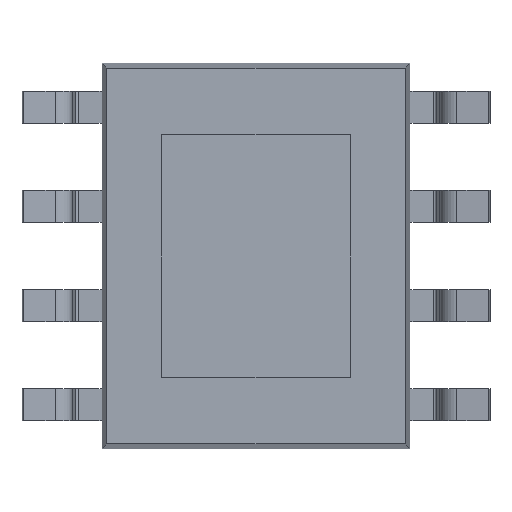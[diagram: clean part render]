
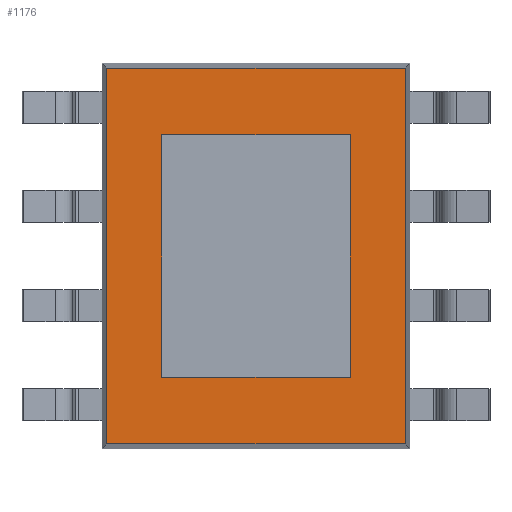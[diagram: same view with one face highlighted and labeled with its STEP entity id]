
A CAD part, front view. The second image highlights one B-rep face of the part: STEP entity #1176.
In plain terms, the highlighted planar face has unit normal (0, -1, 0).
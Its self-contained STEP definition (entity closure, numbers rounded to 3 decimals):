
#109 = CARTESIAN_POINT ( 'NONE',  ( 1.205, 0.1, -1.55 ) ) ;
#220 = EDGE_CURVE ( 'NONE', #2476, #751, #3129, .T. ) ;
#245 = CARTESIAN_POINT ( 'NONE',  ( 1.97, 0.1, 2.405 ) ) ;
#255 = CARTESIAN_POINT ( 'NONE',  ( 1.205, 0.1, 1.55 ) ) ;
#274 = EDGE_CURVE ( 'NONE', #3283, #2476, #2297, .T. ) ;
#432 = ORIENTED_EDGE ( 'NONE', *, *, #2532, .T. ) ;
#471 = EDGE_CURVE ( 'NONE', #2490, #3283, #538, .T. ) ;
#538 = LINE ( 'NONE', #1870, #2363 ) ;
#540 = LINE ( 'NONE', #245, #1539 ) ;
#552 = ORIENTED_EDGE ( 'NONE', *, *, #3760, .T. ) ;
#743 = CARTESIAN_POINT ( 'NONE',  ( -1.205, 0.1, -1.55 ) ) ;
#751 = VERTEX_POINT ( 'NONE', #3051 ) ;
#755 = ORIENTED_EDGE ( 'NONE', *, *, #220, .F. ) ;
#758 = ORIENTED_EDGE ( 'NONE', *, *, #3174, .T. ) ;
#905 = DIRECTION ( 'NONE',  ( 0., 0., -1. ) ) ;
#974 = VECTOR ( 'NONE', #905, 1000. ) ;
#1054 = LINE ( 'NONE', #3047, #1202 ) ;
#1081 = DIRECTION ( 'NONE',  ( 0., -1., 0. ) ) ;
#1176 = ADVANCED_FACE ( 'NONE', ( #1688, #3387 ), #1712, .T. ) ;
#1196 = ORIENTED_EDGE ( 'NONE', *, *, #4003, .F. ) ;
#1202 = VECTOR ( 'NONE', #1377, 1000. ) ;
#1208 = CARTESIAN_POINT ( 'NONE',  ( -1.91, 0.1, -2.405 ) ) ;
#1217 = CARTESIAN_POINT ( 'NONE',  ( -1.91, 0.1, 2.405 ) ) ;
#1377 = DIRECTION ( 'NONE',  ( 1., 0., 0. ) ) ;
#1392 = LINE ( 'NONE', #109, #1687 ) ;
#1473 = CARTESIAN_POINT ( 'NONE',  ( 1.205, 0.1, -1.55 ) ) ;
#1539 = VECTOR ( 'NONE', #2915, 1000. ) ;
#1613 = CARTESIAN_POINT ( 'NONE',  ( -1.91, 0.1, 2.465 ) ) ;
#1629 = ORIENTED_EDGE ( 'NONE', *, *, #274, .F. ) ;
#1687 = VECTOR ( 'NONE', #2707, 1000. ) ;
#1688 = FACE_BOUND ( 'NONE', #3808, .T. ) ;
#1712 = PLANE ( 'NONE',  #2583 ) ;
#1744 = DIRECTION ( 'NONE',  ( 0., 0., -1. ) ) ;
#1823 = LINE ( 'NONE', #3570, #2875 ) ;
#1870 = CARTESIAN_POINT ( 'NONE',  ( 1.205, 0.1, -1.55 ) ) ;
#1969 = VERTEX_POINT ( 'NONE', #1217 ) ;
#2031 = ORIENTED_EDGE ( 'NONE', *, *, #2557, .T. ) ;
#2134 = DIRECTION ( 'NONE',  ( 0., 0., 1. ) ) ;
#2273 = ORIENTED_EDGE ( 'NONE', *, *, #471, .F. ) ;
#2290 = VECTOR ( 'NONE', #3676, 1000. ) ;
#2297 = LINE ( 'NONE', #255, #2290 ) ;
#2363 = VECTOR ( 'NONE', #2846, 1000. ) ;
#2476 = VERTEX_POINT ( 'NONE', #3206 ) ;
#2490 = VERTEX_POINT ( 'NONE', #1473 ) ;
#2532 = EDGE_CURVE ( 'NONE', #4134, #2914, #1823, .T. ) ;
#2557 = EDGE_CURVE ( 'NONE', #1969, #4344, #2589, .T. ) ;
#2583 = AXIS2_PLACEMENT_3D ( 'NONE', #4138, #1081, #4086 ) ;
#2589 = LINE ( 'NONE', #1613, #974 ) ;
#2695 = CARTESIAN_POINT ( 'NONE',  ( 1.91, 0.1, -2.405 ) ) ;
#2707 = DIRECTION ( 'NONE',  ( 1., 0., 0. ) ) ;
#2766 = EDGE_LOOP ( 'NONE', ( #552, #432, #758, #2031 ) ) ;
#2846 = DIRECTION ( 'NONE',  ( 0., 0., 1. ) ) ;
#2875 = VECTOR ( 'NONE', #2134, 1000. ) ;
#2914 = VERTEX_POINT ( 'NONE', #3842 ) ;
#2915 = DIRECTION ( 'NONE',  ( -1., 0., 0. ) ) ;
#3047 = CARTESIAN_POINT ( 'NONE',  ( -1.97, 0.1, -2.405 ) ) ;
#3051 = CARTESIAN_POINT ( 'NONE',  ( -1.205, 0.1, -1.55 ) ) ;
#3129 = LINE ( 'NONE', #743, #3888 ) ;
#3174 = EDGE_CURVE ( 'NONE', #2914, #1969, #540, .T. ) ;
#3206 = CARTESIAN_POINT ( 'NONE',  ( -1.205, 0.1, 1.55 ) ) ;
#3283 = VERTEX_POINT ( 'NONE', #3759 ) ;
#3387 = FACE_OUTER_BOUND ( 'NONE', #2766, .T. ) ;
#3570 = CARTESIAN_POINT ( 'NONE',  ( 1.91, 0.1, -2.465 ) ) ;
#3676 = DIRECTION ( 'NONE',  ( -1., 0., 0. ) ) ;
#3759 = CARTESIAN_POINT ( 'NONE',  ( 1.205, 0.1, 1.55 ) ) ;
#3760 = EDGE_CURVE ( 'NONE', #4344, #4134, #1054, .T. ) ;
#3808 = EDGE_LOOP ( 'NONE', ( #755, #1629, #2273, #1196 ) ) ;
#3842 = CARTESIAN_POINT ( 'NONE',  ( 1.91, 0.1, 2.405 ) ) ;
#3888 = VECTOR ( 'NONE', #1744, 1000. ) ;
#4003 = EDGE_CURVE ( 'NONE', #751, #2490, #1392, .T. ) ;
#4086 = DIRECTION ( 'NONE',  ( 0., 0., -1. ) ) ;
#4134 = VERTEX_POINT ( 'NONE', #2695 ) ;
#4138 = CARTESIAN_POINT ( 'NONE',  ( 0., 0.1, 0. ) ) ;
#4344 = VERTEX_POINT ( 'NONE', #1208 ) ;
